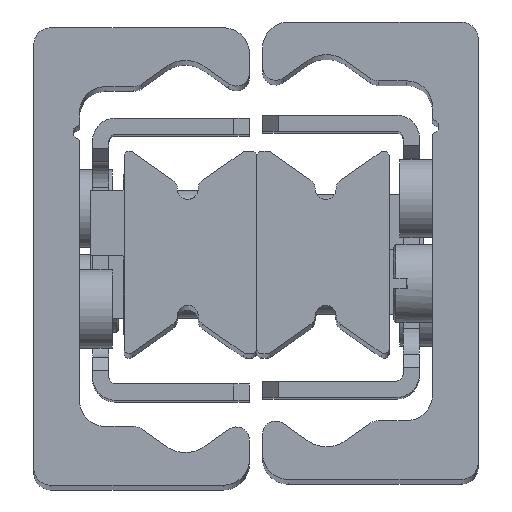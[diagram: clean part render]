
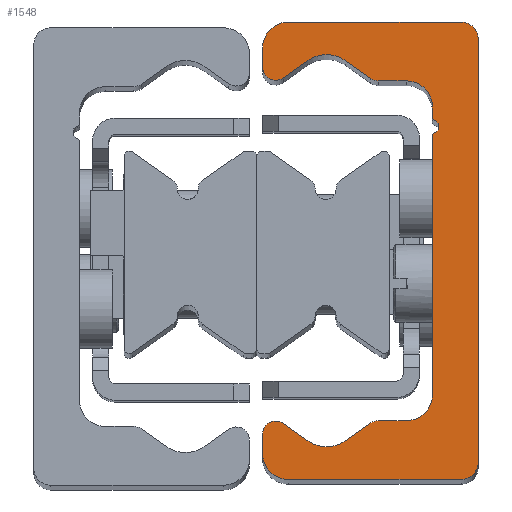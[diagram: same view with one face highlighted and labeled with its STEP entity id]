
A CAD part, top view. The second image highlights one B-rep face of the part: STEP entity #1548.
In plain terms, the highlighted face is planar.
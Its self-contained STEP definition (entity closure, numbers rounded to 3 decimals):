
#589=CARTESIAN_POINT('',(-0.001,1.3,0.0));
#590=VERTEX_POINT('',#589);
#597=CARTESIAN_POINT('',(1.299,0.,0.0));
#598=VERTEX_POINT('',#597);
#599=CARTESIAN_POINT('',(1.299,1.3,0.0));
#600=DIRECTION('',(0.0,0.0,1.0));
#601=DIRECTION('',(-1.0,0.0,0.0));
#602=AXIS2_PLACEMENT_3D('',#599,#600,#601);
#603=CIRCLE('',#602,1.3);
#604=EDGE_CURVE('',#590,#598,#603,.T.);
#628=CARTESIAN_POINT('',(-0.001,33.7,0.0));
#629=VERTEX_POINT('',#628);
#636=CARTESIAN_POINT('',(-0.001,33.7,0.0));
#637=DIRECTION('',(0.0,-1.0,0.0));
#638=VECTOR('',#637,32.4);
#639=LINE('',#636,#638);
#640=EDGE_CURVE('',#629,#590,#639,.T.);
#681=CARTESIAN_POINT('',(1.299,35.0,0.0));
#682=VERTEX_POINT('',#681);
#689=CARTESIAN_POINT('',(1.299,33.7,0.0));
#690=DIRECTION('',(0.0,0.0,1.0));
#691=DIRECTION('',(0.0,1.0,0.0));
#692=AXIS2_PLACEMENT_3D('',#689,#690,#691);
#693=CIRCLE('',#692,1.3);
#694=EDGE_CURVE('',#682,#629,#693,.T.);
#713=CARTESIAN_POINT('',(14.499,35.0,0.0));
#714=VERTEX_POINT('',#713);
#721=CARTESIAN_POINT('',(14.499,35.0,0.0));
#722=DIRECTION('',(-1.0,0.0,0.0));
#723=VECTOR('',#722,13.2);
#724=LINE('',#721,#723);
#725=EDGE_CURVE('',#714,#682,#724,.T.);
#745=CARTESIAN_POINT('',(16.499,33.0,0.0));
#746=VERTEX_POINT('',#745);
#753=CARTESIAN_POINT('',(14.499,33.0,0.0));
#754=DIRECTION('',(0.0,0.0,1.0));
#755=DIRECTION('',(1.0,0.0,0.0));
#756=AXIS2_PLACEMENT_3D('',#753,#754,#755);
#757=CIRCLE('',#756,2.0);
#758=EDGE_CURVE('',#746,#714,#757,.T.);
#777=CARTESIAN_POINT('',(16.499,31.542,0.0));
#778=VERTEX_POINT('',#777);
#785=CARTESIAN_POINT('',(16.499,31.542,0.0));
#786=DIRECTION('',(0.0,1.0,0.0));
#787=VECTOR('',#786,1.458);
#788=LINE('',#785,#787);
#789=EDGE_CURVE('',#778,#746,#788,.T.);
#809=CARTESIAN_POINT('',(14.926,30.723,0.0));
#810=VERTEX_POINT('',#809);
#817=CARTESIAN_POINT('',(15.499,31.542,0.0));
#818=DIRECTION('',(0.0,0.0,1.));
#819=DIRECTION('',(-0.574,-0.819,0.0));
#820=AXIS2_PLACEMENT_3D('',#817,#818,#819);
#821=CIRCLE('',#820,1.);
#822=EDGE_CURVE('',#810,#778,#821,.T.);
#841=CARTESIAN_POINT('',(13.033,32.048,0.0));
#842=VERTEX_POINT('',#841);
#849=CARTESIAN_POINT('',(13.033,32.048,0.0));
#850=DIRECTION('',(0.819,-0.574,0.0));
#851=VECTOR('',#850,2.31);
#852=LINE('',#849,#851);
#853=EDGE_CURVE('',#842,#810,#852,.T.);
#873=CARTESIAN_POINT('',(10.165,32.048,0.0));
#874=VERTEX_POINT('',#873);
#881=CARTESIAN_POINT('',(11.599,30.0,0.0));
#882=DIRECTION('',(0.0,0.0,-1.));
#883=DIRECTION('',(-0.574,-0.819,0.0));
#884=AXIS2_PLACEMENT_3D('',#881,#882,#883);
#885=CIRCLE('',#884,2.5);
#886=EDGE_CURVE('',#874,#842,#885,.T.);
#905=CARTESIAN_POINT('',(8.213,30.681,0.0));
#906=VERTEX_POINT('',#905);
#913=CARTESIAN_POINT('',(8.213,30.681,0.0));
#914=DIRECTION('',(0.819,0.574,0.0));
#915=VECTOR('',#914,2.383);
#916=LINE('',#913,#915);
#917=EDGE_CURVE('',#906,#874,#916,.T.);
#937=CARTESIAN_POINT('',(7.64,30.5,0.0));
#938=VERTEX_POINT('',#937);
#945=CARTESIAN_POINT('',(7.64,31.5,0.0));
#946=DIRECTION('',(0.0,0.0,1.0));
#947=DIRECTION('',(0.0,-1.0,0.0));
#948=AXIS2_PLACEMENT_3D('',#945,#946,#947);
#949=CIRCLE('',#948,1.0);
#950=EDGE_CURVE('',#938,#906,#949,.T.);
#969=CARTESIAN_POINT('',(5.499,30.5,0.0));
#970=VERTEX_POINT('',#969);
#977=CARTESIAN_POINT('',(5.499,30.5,0.0));
#978=DIRECTION('',(1.0,0.0,0.0));
#979=VECTOR('',#978,2.14);
#980=LINE('',#977,#979);
#981=EDGE_CURVE('',#970,#938,#980,.T.);
#1001=CARTESIAN_POINT('',(3.499,28.5,0.0));
#1002=VERTEX_POINT('',#1001);
#1009=CARTESIAN_POINT('',(5.499,28.5,0.0));
#1010=DIRECTION('',(0.0,0.0,-1.0));
#1011=DIRECTION('',(0.0,-1.0,0.0));
#1012=AXIS2_PLACEMENT_3D('',#1009,#1010,#1011);
#1013=CIRCLE('',#1012,2.0);
#1014=EDGE_CURVE('',#1002,#970,#1013,.T.);
#1033=CARTESIAN_POINT('',(3.499,27.671,0.0));
#1034=VERTEX_POINT('',#1033);
#1041=CARTESIAN_POINT('',(3.499,27.671,0.0));
#1042=DIRECTION('',(0.0,1.0,0.0));
#1043=VECTOR('',#1042,0.829);
#1044=LINE('',#1041,#1043);
#1045=EDGE_CURVE('',#1034,#1002,#1044,.T.);
#1065=CARTESIAN_POINT('',(3.357,27.479,0.0));
#1066=VERTEX_POINT('',#1065);
#1073=CARTESIAN_POINT('',(3.299,27.671,0.0));
#1074=DIRECTION('',(0.0,0.0,1.));
#1075=DIRECTION('',(0.286,-0.958,0.0));
#1076=AXIS2_PLACEMENT_3D('',#1073,#1074,#1075);
#1077=CIRCLE('',#1076,0.2);
#1078=EDGE_CURVE('',#1066,#1034,#1077,.T.);
#1098=CARTESIAN_POINT('',(3.357,26.521,0.0));
#1099=VERTEX_POINT('',#1098);
#1106=CARTESIAN_POINT('',(3.499,27.0,0.0));
#1107=DIRECTION('',(0.0,0.0,-1.0));
#1108=DIRECTION('',(0.286,-0.958,0.0));
#1109=AXIS2_PLACEMENT_3D('',#1106,#1107,#1108);
#1110=CIRCLE('',#1109,0.5);
#1111=EDGE_CURVE('',#1099,#1066,#1110,.T.);
#1131=CARTESIAN_POINT('',(3.499,26.329,0.0));
#1132=VERTEX_POINT('',#1131);
#1139=CARTESIAN_POINT('',(3.299,26.329,0.0));
#1140=DIRECTION('',(0.0,0.0,1.0));
#1141=DIRECTION('',(1.0,0.0,0.0));
#1142=AXIS2_PLACEMENT_3D('',#1139,#1140,#1141);
#1143=CIRCLE('',#1142,0.2);
#1144=EDGE_CURVE('',#1132,#1099,#1143,.T.);
#1163=CARTESIAN_POINT('',(3.499,6.5,0.0));
#1164=VERTEX_POINT('',#1163);
#1171=CARTESIAN_POINT('',(3.499,6.5,0.0));
#1172=DIRECTION('',(0.0,1.0,0.0));
#1173=VECTOR('',#1172,19.829);
#1174=LINE('',#1171,#1173);
#1175=EDGE_CURVE('',#1164,#1132,#1174,.T.);
#1216=CARTESIAN_POINT('',(5.499,4.5,0.0));
#1217=VERTEX_POINT('',#1216);
#1224=CARTESIAN_POINT('',(5.499,6.5,0.0));
#1225=DIRECTION('',(0.0,0.0,-1.0));
#1226=DIRECTION('',(1.0,0.0,0.0));
#1227=AXIS2_PLACEMENT_3D('',#1224,#1225,#1226);
#1228=CIRCLE('',#1227,2.0);
#1229=EDGE_CURVE('',#1217,#1164,#1228,.T.);
#1248=CARTESIAN_POINT('',(7.64,4.5,0.0));
#1249=VERTEX_POINT('',#1248);
#1256=CARTESIAN_POINT('',(7.64,4.5,0.0));
#1257=DIRECTION('',(-1.0,0.0,0.0));
#1258=VECTOR('',#1257,2.14);
#1259=LINE('',#1256,#1258);
#1260=EDGE_CURVE('',#1249,#1217,#1259,.T.);
#1280=CARTESIAN_POINT('',(8.213,4.319,0.0));
#1281=VERTEX_POINT('',#1280);
#1288=CARTESIAN_POINT('',(7.64,3.5,0.0));
#1289=DIRECTION('',(0.0,0.0,1.));
#1290=DIRECTION('',(0.574,0.819,0.0));
#1291=AXIS2_PLACEMENT_3D('',#1288,#1289,#1290);
#1292=CIRCLE('',#1291,1.0);
#1293=EDGE_CURVE('',#1281,#1249,#1292,.T.);
#1312=CARTESIAN_POINT('',(10.165,2.952,0.0));
#1313=VERTEX_POINT('',#1312);
#1320=CARTESIAN_POINT('',(10.165,2.952,0.0));
#1321=DIRECTION('',(-0.819,0.574,0.0));
#1322=VECTOR('',#1321,2.383);
#1323=LINE('',#1320,#1322);
#1324=EDGE_CURVE('',#1313,#1281,#1323,.T.);
#1344=CARTESIAN_POINT('',(13.033,2.952,0.0));
#1345=VERTEX_POINT('',#1344);
#1352=CARTESIAN_POINT('',(11.599,5.,0.0));
#1353=DIRECTION('',(0.0,0.0,-1.0));
#1354=DIRECTION('',(0.574,0.819,0.0));
#1355=AXIS2_PLACEMENT_3D('',#1352,#1353,#1354);
#1356=CIRCLE('',#1355,2.5);
#1357=EDGE_CURVE('',#1345,#1313,#1356,.T.);
#1376=CARTESIAN_POINT('',(14.926,4.277,0.0));
#1377=VERTEX_POINT('',#1376);
#1384=CARTESIAN_POINT('',(14.926,4.277,0.0));
#1385=DIRECTION('',(-0.819,-0.574,0.0));
#1386=VECTOR('',#1385,2.31);
#1387=LINE('',#1384,#1386);
#1388=EDGE_CURVE('',#1377,#1345,#1387,.T.);
#1408=CARTESIAN_POINT('',(16.499,3.458,0.0));
#1409=VERTEX_POINT('',#1408);
#1416=CARTESIAN_POINT('',(15.499,3.458,0.0));
#1417=DIRECTION('',(0.0,0.0,1.0));
#1418=DIRECTION('',(1.0,0.0,0.0));
#1419=AXIS2_PLACEMENT_3D('',#1416,#1417,#1418);
#1420=CIRCLE('',#1419,1.);
#1421=EDGE_CURVE('',#1409,#1377,#1420,.T.);
#1440=CARTESIAN_POINT('',(16.499,2.,0.0));
#1441=VERTEX_POINT('',#1440);
#1448=CARTESIAN_POINT('',(16.499,2.,0.0));
#1449=DIRECTION('',(0.0,1.0,0.0));
#1450=VECTOR('',#1449,1.458);
#1451=LINE('',#1448,#1450);
#1452=EDGE_CURVE('',#1441,#1409,#1451,.T.);
#1472=CARTESIAN_POINT('',(14.499,0.,0.0));
#1473=VERTEX_POINT('',#1472);
#1480=CARTESIAN_POINT('',(14.499,2.,0.0));
#1481=DIRECTION('',(0.0,0.0,1.0));
#1482=DIRECTION('',(0.0,-1.0,0.0));
#1483=AXIS2_PLACEMENT_3D('',#1480,#1481,#1482);
#1484=CIRCLE('',#1483,2.0);
#1485=EDGE_CURVE('',#1473,#1441,#1484,.T.);
#1503=CARTESIAN_POINT('',(1.299,0.,0.0));
#1504=DIRECTION('',(1.0,0.0,0.0));
#1505=VECTOR('',#1504,13.2);
#1506=LINE('',#1503,#1505);
#1507=EDGE_CURVE('',#598,#1473,#1506,.T.);
#1513=CARTESIAN_POINT('',(5.933,17.534,0.0));
#1514=DIRECTION('',(0.0,0.0,1.0));
#1515=DIRECTION('',(1.0,0.0,0.0));
#1516=AXIS2_PLACEMENT_3D('',#1513,#1514,#1515);
#1517=PLANE('',#1516);
#1518=ORIENTED_EDGE('',*,*,#1507,.F.);
#1519=ORIENTED_EDGE('',*,*,#604,.F.);
#1520=ORIENTED_EDGE('',*,*,#640,.F.);
#1521=ORIENTED_EDGE('',*,*,#694,.F.);
#1522=ORIENTED_EDGE('',*,*,#725,.F.);
#1523=ORIENTED_EDGE('',*,*,#758,.F.);
#1524=ORIENTED_EDGE('',*,*,#789,.F.);
#1525=ORIENTED_EDGE('',*,*,#822,.F.);
#1526=ORIENTED_EDGE('',*,*,#853,.F.);
#1527=ORIENTED_EDGE('',*,*,#886,.F.);
#1528=ORIENTED_EDGE('',*,*,#917,.F.);
#1529=ORIENTED_EDGE('',*,*,#950,.F.);
#1530=ORIENTED_EDGE('',*,*,#981,.F.);
#1531=ORIENTED_EDGE('',*,*,#1014,.F.);
#1532=ORIENTED_EDGE('',*,*,#1045,.F.);
#1533=ORIENTED_EDGE('',*,*,#1078,.F.);
#1534=ORIENTED_EDGE('',*,*,#1111,.F.);
#1535=ORIENTED_EDGE('',*,*,#1144,.F.);
#1536=ORIENTED_EDGE('',*,*,#1175,.F.);
#1537=ORIENTED_EDGE('',*,*,#1229,.F.);
#1538=ORIENTED_EDGE('',*,*,#1260,.F.);
#1539=ORIENTED_EDGE('',*,*,#1293,.F.);
#1540=ORIENTED_EDGE('',*,*,#1324,.F.);
#1541=ORIENTED_EDGE('',*,*,#1357,.F.);
#1542=ORIENTED_EDGE('',*,*,#1388,.F.);
#1543=ORIENTED_EDGE('',*,*,#1421,.F.);
#1544=ORIENTED_EDGE('',*,*,#1452,.F.);
#1545=ORIENTED_EDGE('',*,*,#1485,.F.);
#1546=EDGE_LOOP('',(#1518,#1519,#1520,#1521,#1522,#1523,#1524,#1525,#1526,#1527,#1528,#1529,#1530,#1531,#1532,#1533,#1534,#1535,#1536,#1537,#1538,#1539,#1540,#1541,#1542,#1543,#1544,#1545));
#1547=FACE_OUTER_BOUND('',#1546,.T.);
#1548=ADVANCED_FACE('',(#1547),#1517,.F.);
